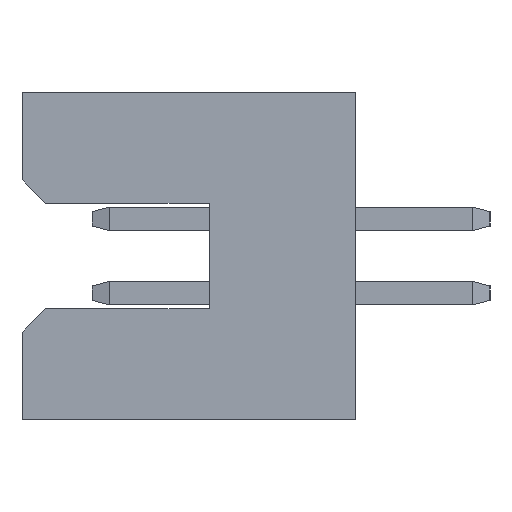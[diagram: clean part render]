
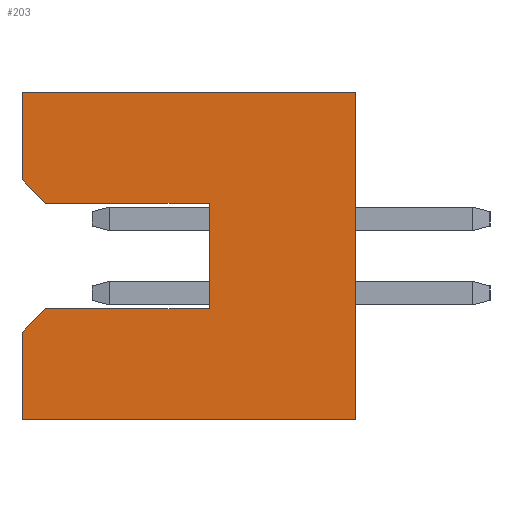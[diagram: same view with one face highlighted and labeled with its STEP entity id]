
A CAD part, left-side view. The second image highlights one B-rep face of the part: STEP entity #203.
In plain terms, the highlighted planar face has unit normal (-1, 0, 0).
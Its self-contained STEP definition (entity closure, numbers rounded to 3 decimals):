
#53=CARTESIAN_POINT('',(-9.12,0.,2.8));
#54=VERTEX_POINT('',#53);
#64=CARTESIAN_POINT('',(-9.12,0.,-2.8));
#65=VERTEX_POINT('',#64);
#66=CARTESIAN_POINT('',(-9.12,0.,2.8));
#67=CARTESIAN_POINT('',(-9.12,0.,1.68));
#68=CARTESIAN_POINT('',(-9.12,0.,0.56));
#69=CARTESIAN_POINT('',(-9.12,0.,-0.56));
#70=CARTESIAN_POINT('',(-9.12,0.,-1.68));
#71=CARTESIAN_POINT('',(-9.12,0.,-2.8));
#72=B_SPLINE_CURVE_WITH_KNOTS('',5,(#66,#67,#68,#69,#70,#71),.UNSPECIFIED.,.F.,.U.,(6,6),(0.,5.6),.UNSPECIFIED.);
#73=EDGE_CURVE('',#54,#65,#72,.T.);
#98=CARTESIAN_POINT('',(-9.12,2.85,0.));
#99=DIRECTION('',(0.,0.,1.));
#100=DIRECTION('',(-1.,0.,0.));
#101=AXIS2_PLACEMENT_3D('',#98,#100,#99);
#102=PLANE('',#101);
#103=CARTESIAN_POINT('',(-9.12,5.7,-1.3));
#104=VERTEX_POINT('',#103);
#105=CARTESIAN_POINT('',(-9.12,5.7,-2.8));
#106=VERTEX_POINT('',#105);
#107=CARTESIAN_POINT('',(-9.12,5.7,-1.3));
#108=CARTESIAN_POINT('',(-9.12,5.7,-1.6));
#109=CARTESIAN_POINT('',(-9.12,5.7,-1.9));
#110=CARTESIAN_POINT('',(-9.12,5.7,-2.2));
#111=CARTESIAN_POINT('',(-9.12,5.7,-2.5));
#112=CARTESIAN_POINT('',(-9.12,5.7,-2.8));
#113=B_SPLINE_CURVE_WITH_KNOTS('',5,(#107,#108,#109,#110,#111,#112),.UNSPECIFIED.,.F.,.U.,(6,6),(0.,1.5),.UNSPECIFIED.);
#114=EDGE_CURVE('',#104,#106,#113,.T.);
#115=ORIENTED_EDGE('',*,*,#114,.T.);
#116=CARTESIAN_POINT('',(-9.12,5.7,-2.8));
#117=CARTESIAN_POINT('',(-9.12,4.56,-2.8));
#118=CARTESIAN_POINT('',(-9.12,3.42,-2.8));
#119=CARTESIAN_POINT('',(-9.12,2.28,-2.8));
#120=CARTESIAN_POINT('',(-9.12,1.14,-2.8));
#121=CARTESIAN_POINT('',(-9.12,0.,-2.8));
#122=B_SPLINE_CURVE_WITH_KNOTS('',5,(#116,#117,#118,#119,#120,#121),.UNSPECIFIED.,.F.,.U.,(6,6),(0.,5.7),.UNSPECIFIED.);
#123=EDGE_CURVE('',#106,#65,#122,.T.);
#124=ORIENTED_EDGE('',*,*,#123,.T.);
#125=ORIENTED_EDGE('',*,*,#73,.F.);
#126=CARTESIAN_POINT('',(-9.12,5.7,2.8));
#127=VERTEX_POINT('',#126);
#128=CARTESIAN_POINT('',(-9.12,0.,2.8));
#129=CARTESIAN_POINT('',(-9.12,1.14,2.8));
#130=CARTESIAN_POINT('',(-9.12,2.28,2.8));
#131=CARTESIAN_POINT('',(-9.12,3.42,2.8));
#132=CARTESIAN_POINT('',(-9.12,4.56,2.8));
#133=CARTESIAN_POINT('',(-9.12,5.7,2.8));
#134=B_SPLINE_CURVE_WITH_KNOTS('',5,(#128,#129,#130,#131,#132,#133),.UNSPECIFIED.,.F.,.U.,(6,6),(0.,5.7),.UNSPECIFIED.);
#135=EDGE_CURVE('',#54,#127,#134,.T.);
#136=ORIENTED_EDGE('',*,*,#135,.T.);
#137=CARTESIAN_POINT('',(-9.12,5.7,1.3));
#138=VERTEX_POINT('',#137);
#139=CARTESIAN_POINT('',(-9.12,5.7,2.8));
#140=CARTESIAN_POINT('',(-9.12,5.7,2.5));
#141=CARTESIAN_POINT('',(-9.12,5.7,2.2));
#142=CARTESIAN_POINT('',(-9.12,5.7,1.9));
#143=CARTESIAN_POINT('',(-9.12,5.7,1.6));
#144=CARTESIAN_POINT('',(-9.12,5.7,1.3));
#145=B_SPLINE_CURVE_WITH_KNOTS('',5,(#139,#140,#141,#142,#143,#144),.UNSPECIFIED.,.F.,.U.,(6,6),(0.,1.5),.UNSPECIFIED.);
#146=EDGE_CURVE('',#127,#138,#145,.T.);
#147=ORIENTED_EDGE('',*,*,#146,.T.);
#148=CARTESIAN_POINT('',(-9.12,5.3,0.9));
#149=VERTEX_POINT('',#148);
#150=CARTESIAN_POINT('',(-9.12,5.7,1.3));
#151=CARTESIAN_POINT('',(-9.12,5.62,1.22));
#152=CARTESIAN_POINT('',(-9.12,5.54,1.14));
#153=CARTESIAN_POINT('',(-9.12,5.46,1.06));
#154=CARTESIAN_POINT('',(-9.12,5.38,0.98));
#155=CARTESIAN_POINT('',(-9.12,5.3,0.9));
#156=B_SPLINE_CURVE_WITH_KNOTS('',5,(#150,#151,#152,#153,#154,#155),.UNSPECIFIED.,.F.,.U.,(6,6),(0.,0.566),.UNSPECIFIED.);
#157=EDGE_CURVE('',#138,#149,#156,.T.);
#158=ORIENTED_EDGE('',*,*,#157,.T.);
#159=CARTESIAN_POINT('',(-9.12,2.5,0.9));
#160=VERTEX_POINT('',#159);
#161=CARTESIAN_POINT('',(-9.12,5.3,0.9));
#162=CARTESIAN_POINT('',(-9.12,4.74,0.9));
#163=CARTESIAN_POINT('',(-9.12,4.18,0.9));
#164=CARTESIAN_POINT('',(-9.12,3.62,0.9));
#165=CARTESIAN_POINT('',(-9.12,3.06,0.9));
#166=CARTESIAN_POINT('',(-9.12,2.5,0.9));
#167=B_SPLINE_CURVE_WITH_KNOTS('',5,(#161,#162,#163,#164,#165,#166),.UNSPECIFIED.,.F.,.U.,(6,6),(0.,2.8),.UNSPECIFIED.);
#168=EDGE_CURVE('',#149,#160,#167,.T.);
#169=ORIENTED_EDGE('',*,*,#168,.T.);
#170=CARTESIAN_POINT('',(-9.12,2.5,-0.9));
#171=VERTEX_POINT('',#170);
#172=CARTESIAN_POINT('',(-9.12,2.5,0.9));
#173=CARTESIAN_POINT('',(-9.12,2.5,0.54));
#174=CARTESIAN_POINT('',(-9.12,2.5,0.18));
#175=CARTESIAN_POINT('',(-9.12,2.5,-0.18));
#176=CARTESIAN_POINT('',(-9.12,2.5,-0.54));
#177=CARTESIAN_POINT('',(-9.12,2.5,-0.9));
#178=B_SPLINE_CURVE_WITH_KNOTS('',5,(#172,#173,#174,#175,#176,#177),.UNSPECIFIED.,.F.,.U.,(6,6),(0.,1.8),.UNSPECIFIED.);
#179=EDGE_CURVE('',#160,#171,#178,.T.);
#180=ORIENTED_EDGE('',*,*,#179,.T.);
#181=CARTESIAN_POINT('',(-9.12,5.3,-0.9));
#182=VERTEX_POINT('',#181);
#183=CARTESIAN_POINT('',(-9.12,2.5,-0.9));
#184=CARTESIAN_POINT('',(-9.12,3.06,-0.9));
#185=CARTESIAN_POINT('',(-9.12,3.62,-0.9));
#186=CARTESIAN_POINT('',(-9.12,4.18,-0.9));
#187=CARTESIAN_POINT('',(-9.12,4.74,-0.9));
#188=CARTESIAN_POINT('',(-9.12,5.3,-0.9));
#189=B_SPLINE_CURVE_WITH_KNOTS('',5,(#183,#184,#185,#186,#187,#188),.UNSPECIFIED.,.F.,.U.,(6,6),(0.,2.8),.UNSPECIFIED.);
#190=EDGE_CURVE('',#171,#182,#189,.T.);
#191=ORIENTED_EDGE('',*,*,#190,.T.);
#192=CARTESIAN_POINT('',(-9.12,5.3,-0.9));
#193=CARTESIAN_POINT('',(-9.12,5.38,-0.98));
#194=CARTESIAN_POINT('',(-9.12,5.46,-1.06));
#195=CARTESIAN_POINT('',(-9.12,5.54,-1.14));
#196=CARTESIAN_POINT('',(-9.12,5.62,-1.22));
#197=CARTESIAN_POINT('',(-9.12,5.7,-1.3));
#198=B_SPLINE_CURVE_WITH_KNOTS('',5,(#192,#193,#194,#195,#196,#197),.UNSPECIFIED.,.F.,.U.,(6,6),(0.,0.566),.UNSPECIFIED.);
#199=EDGE_CURVE('',#182,#104,#198,.T.);
#200=ORIENTED_EDGE('',*,*,#199,.T.);
#201=EDGE_LOOP('',(#115,#124,#125,#136,#147,#158,#169,#180,#191,#200));
#202=FACE_OUTER_BOUND('',#201,.T.);
#203=ADVANCED_FACE('',(#202),#102,.T.);
